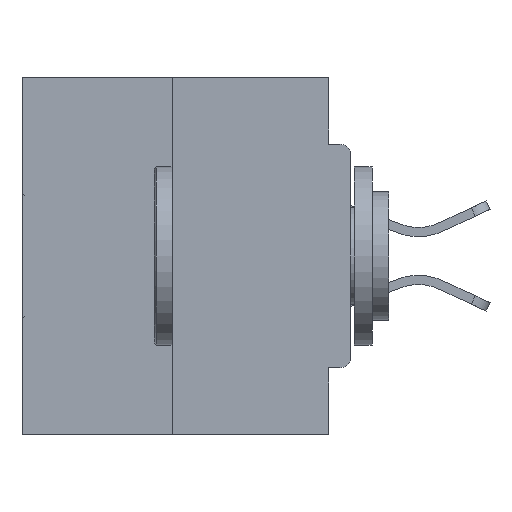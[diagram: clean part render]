
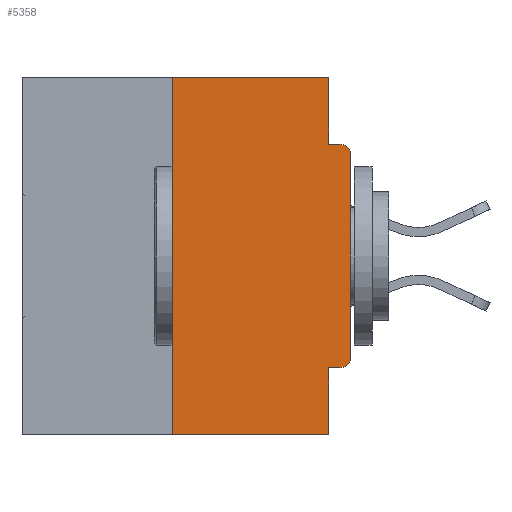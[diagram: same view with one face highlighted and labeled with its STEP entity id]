
A CAD part, left-side view. The second image highlights one B-rep face of the part: STEP entity #5358.
In plain terms, the highlighted planar face has unit normal (-1, 0, 0).
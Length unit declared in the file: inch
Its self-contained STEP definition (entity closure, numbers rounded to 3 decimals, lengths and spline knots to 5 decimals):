
#58 = CARTESIAN_POINT ( 'NONE',  ( 0., 0.25, -0.5 ) ) ;
#1948 = VERTEX_POINT ( 'NONE', #14642 ) ;
#2509 = LINE ( 'NONE', #37234, #10051 ) ;
#2734 = DIRECTION ( 'NONE',  ( 0., 0., 1. ) ) ;
#2768 = VERTEX_POINT ( 'NONE', #8486 ) ;
#3331 = EDGE_CURVE ( 'NONE', #5046, #16304, #28694, .T. ) ;
#3418 = DIRECTION ( 'NONE',  ( 0., 0., -1. ) ) ;
#3490 = CARTESIAN_POINT ( 'NONE',  ( 0., 0.031, 0. ) ) ;
#3573 = DIRECTION ( 'NONE',  ( 1., 0., 0. ) ) ;
#4726 = CARTESIAN_POINT ( 'NONE',  ( 0., 0., -0.0935 ) ) ;
#5046 = VERTEX_POINT ( 'NONE', #21671 ) ;
#5358 = ADVANCED_FACE ( 'NONE', ( #39575 ), #6819, .F. ) ;
#6819 = PLANE ( 'NONE',  #16073 ) ;
#7047 = ORIENTED_EDGE ( 'NONE', *, *, #16769, .F. ) ;
#7131 = EDGE_LOOP ( 'NONE', ( #22086, #7133, #28938, #32165, #36630, #11665, #19025, #11778, #7047, #24898 ) ) ;
#7133 = ORIENTED_EDGE ( 'NONE', *, *, #41402, .F. ) ;
#7200 = DIRECTION ( 'NONE',  ( -1., 0., 0. ) ) ;
#8177 = EDGE_CURVE ( 'NONE', #8534, #36638, #36329, .T. ) ;
#8486 = CARTESIAN_POINT ( 'NONE',  ( 0., 0.031, -0.4065 ) ) ;
#8534 = VERTEX_POINT ( 'NONE', #58 ) ;
#9406 = EDGE_CURVE ( 'NONE', #29433, #1948, #18238, .T. ) ;
#9602 = DIRECTION ( 'NONE',  ( 0., 0., -1. ) ) ;
#10049 = LINE ( 'NONE', #37433, #27396 ) ;
#10051 = VECTOR ( 'NONE', #12233, 39.37008 ) ;
#10426 = LINE ( 'NONE', #4726, #33312 ) ;
#10787 = VECTOR ( 'NONE', #2734, 39.37008 ) ;
#11359 = VERTEX_POINT ( 'NONE', #13979 ) ;
#11375 = VECTOR ( 'NONE', #39583, 39.37008 ) ;
#11665 = ORIENTED_EDGE ( 'NONE', *, *, #9406, .T. ) ;
#11778 = ORIENTED_EDGE ( 'NONE', *, *, #38314, .T. ) ;
#11912 = CARTESIAN_POINT ( 'NONE',  ( 0., 0.015, -0.4065 ) ) ;
#12233 = DIRECTION ( 'NONE',  ( 0., -1., 0. ) ) ;
#12720 = CARTESIAN_POINT ( 'NONE',  ( 0., 0., 0. ) ) ;
#13979 = CARTESIAN_POINT ( 'NONE',  ( 0., 0., -0.1085 ) ) ;
#14004 = DIRECTION ( 'NONE',  ( 0., 1., 0. ) ) ;
#14014 = EDGE_CURVE ( 'NONE', #1948, #11359, #25587, .T. ) ;
#14642 = CARTESIAN_POINT ( 'NONE',  ( 0., 0., -0.3915 ) ) ;
#14970 = CARTESIAN_POINT ( 'NONE',  ( 0., 0.25, 0. ) ) ;
#16073 = AXIS2_PLACEMENT_3D ( 'NONE', #29229, #3573, #9602 ) ;
#16304 = VERTEX_POINT ( 'NONE', #24487 ) ;
#16363 = CARTESIAN_POINT ( 'NONE',  ( 0., 0.015, -0.0935 ) ) ;
#16769 = EDGE_CURVE ( 'NONE', #16304, #23815, #10426, .T. ) ;
#17529 = CARTESIAN_POINT ( 'NONE',  ( 0., 0., -0.4065 ) ) ;
#18238 = CIRCLE ( 'NONE', #30744, 0.015 ) ;
#19025 = ORIENTED_EDGE ( 'NONE', *, *, #14014, .T. ) ;
#19045 = VECTOR ( 'NONE', #36788, 39.37008 ) ;
#19502 = CARTESIAN_POINT ( 'NONE',  ( 0., 0.031, -0.5 ) ) ;
#19675 = VECTOR ( 'NONE', #3418, 39.37008 ) ;
#20866 = VERTEX_POINT ( 'NONE', #14970 ) ;
#21671 = CARTESIAN_POINT ( 'NONE',  ( 0., 0.031, 0. ) ) ;
#22086 = ORIENTED_EDGE ( 'NONE', *, *, #31295, .F. ) ;
#23636 = CARTESIAN_POINT ( 'NONE',  ( 0., 0.031, -0.5 ) ) ;
#23815 = VERTEX_POINT ( 'NONE', #16363 ) ;
#23910 = DIRECTION ( 'NONE',  ( -1., 0., 0. ) ) ;
#24487 = CARTESIAN_POINT ( 'NONE',  ( 0., 0.031, -0.0935 ) ) ;
#24898 = ORIENTED_EDGE ( 'NONE', *, *, #3331, .F. ) ;
#25587 = LINE ( 'NONE', #12720, #10787 ) ;
#26645 = CARTESIAN_POINT ( 'NONE',  ( 0., 0.015, -0.1085 ) ) ;
#27396 = VECTOR ( 'NONE', #27857, 39.37008 ) ;
#27857 = DIRECTION ( 'NONE',  ( 0., 0., 1. ) ) ;
#28694 = LINE ( 'NONE', #3490, #11375 ) ;
#28719 = EDGE_CURVE ( 'NONE', #29433, #2768, #33182, .T. ) ;
#28938 = ORIENTED_EDGE ( 'NONE', *, *, #8177, .T. ) ;
#29229 = CARTESIAN_POINT ( 'NONE',  ( 0., 0.46, 0. ) ) ;
#29433 = VERTEX_POINT ( 'NONE', #11912 ) ;
#29697 = CIRCLE ( 'NONE', #41078, 0.015 ) ;
#30011 = DIRECTION ( 'NONE',  ( 0., 0., -1. ) ) ;
#30318 = CARTESIAN_POINT ( 'NONE',  ( 0., 0.46, -0.5 ) ) ;
#30744 = AXIS2_PLACEMENT_3D ( 'NONE', #33813, #23910, #30011 ) ;
#31295 = EDGE_CURVE ( 'NONE', #20866, #5046, #2509, .T. ) ;
#32165 = ORIENTED_EDGE ( 'NONE', *, *, #35535, .F. ) ;
#33142 = DIRECTION ( 'NONE',  ( 0., 0., -1. ) ) ;
#33182 = LINE ( 'NONE', #17529, #41731 ) ;
#33312 = VECTOR ( 'NONE', #39829, 39.37008 ) ;
#33813 = CARTESIAN_POINT ( 'NONE',  ( 0., 0.015, -0.3915 ) ) ;
#35462 = LINE ( 'NONE', #19502, #19675 ) ;
#35535 = EDGE_CURVE ( 'NONE', #2768, #36638, #35462, .T. ) ;
#36329 = LINE ( 'NONE', #30318, #19045 ) ;
#36630 = ORIENTED_EDGE ( 'NONE', *, *, #28719, .F. ) ;
#36638 = VERTEX_POINT ( 'NONE', #23636 ) ;
#36788 = DIRECTION ( 'NONE',  ( 0., -1., 0. ) ) ;
#37234 = CARTESIAN_POINT ( 'NONE',  ( 0., 0.46, 0. ) ) ;
#37433 = CARTESIAN_POINT ( 'NONE',  ( 0., 0.25, 0. ) ) ;
#38314 = EDGE_CURVE ( 'NONE', #11359, #23815, #29697, .T. ) ;
#39575 = FACE_OUTER_BOUND ( 'NONE', #7131, .T. ) ;
#39583 = DIRECTION ( 'NONE',  ( 0., 0., -1. ) ) ;
#39829 = DIRECTION ( 'NONE',  ( 0., -1., 0. ) ) ;
#41078 = AXIS2_PLACEMENT_3D ( 'NONE', #26645, #7200, #33142 ) ;
#41402 = EDGE_CURVE ( 'NONE', #8534, #20866, #10049, .T. ) ;
#41731 = VECTOR ( 'NONE', #14004, 39.37008 ) ;
